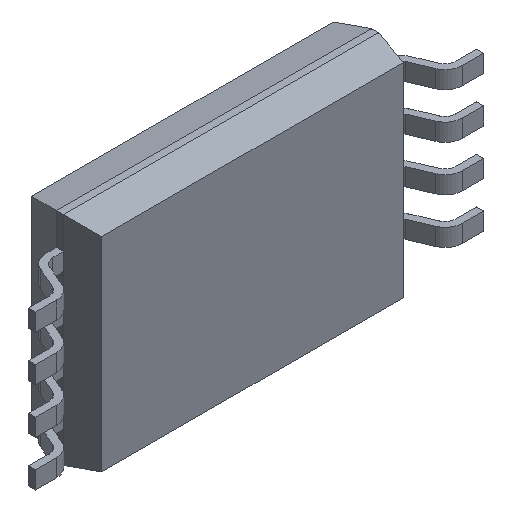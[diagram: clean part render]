
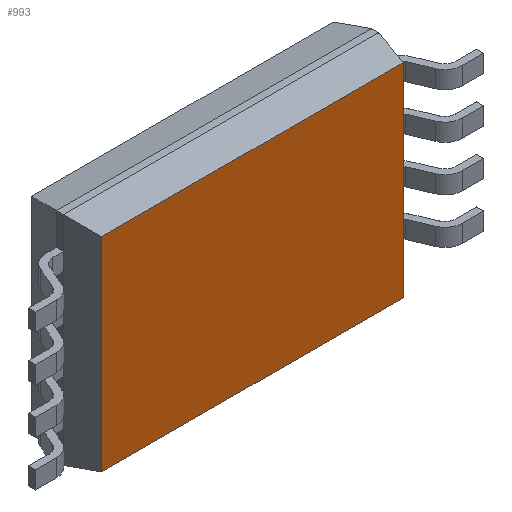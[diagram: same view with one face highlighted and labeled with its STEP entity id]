
A CAD part, isometric view. The second image highlights one B-rep face of the part: STEP entity #993.
In plain terms, the highlighted planar face has unit normal (0, -1, 0).
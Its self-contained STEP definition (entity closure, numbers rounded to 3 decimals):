
#6 = VECTOR ( 'NONE', #1408, 1000. ) ;
#183 = ORIENTED_EDGE ( 'NONE', *, *, #1057, .F. ) ;
#202 = ORIENTED_EDGE ( 'NONE', *, *, #1018, .F. ) ;
#255 = ORIENTED_EDGE ( 'NONE', *, *, #1125, .F. ) ;
#260 = ORIENTED_EDGE ( 'NONE', *, *, #1126, .F. ) ;
#303 = PLANE ( 'NONE',  #456 ) ;
#324 = DIRECTION ( 'NONE',  ( 0., 1., 0. ) ) ;
#326 = CARTESIAN_POINT ( 'NONE',  ( -2.25, -0.5, 1.55 ) ) ;
#341 = DIRECTION ( 'NONE',  ( 0., 0., 1. ) ) ;
#373 = CARTESIAN_POINT ( 'NONE',  ( 2.154, -0.5, -1.454 ) ) ;
#377 = CARTESIAN_POINT ( 'NONE',  ( 2.154, -0.5, 1.454 ) ) ;
#414 = CARTESIAN_POINT ( 'NONE',  ( -2.154, -0.5, -1.454 ) ) ;
#421 = CARTESIAN_POINT ( 'NONE',  ( -2.154, -0.5, 1.454 ) ) ;
#456 = AXIS2_PLACEMENT_3D ( 'NONE', #326, #324, #341 ) ;
#473 = FACE_OUTER_BOUND ( 'NONE', #670, .T. ) ;
#544 = VECTOR ( 'NONE', #736, 1000. ) ;
#583 = VERTEX_POINT ( 'NONE', #414 ) ;
#604 = VERTEX_POINT ( 'NONE', #421 ) ;
#634 = VERTEX_POINT ( 'NONE', #373 ) ;
#666 = VERTEX_POINT ( 'NONE', #377 ) ;
#670 = EDGE_LOOP ( 'NONE', ( #255, #183, #202, #260 ) ) ;
#736 = DIRECTION ( 'NONE',  ( 1., 0., 0. ) ) ;
#737 = CARTESIAN_POINT ( 'NONE',  ( -2.25, -0.5, 1.454 ) ) ;
#738 = LINE ( 'NONE', #737, #544 ) ;
#993 = ADVANCED_FACE ( 'NONE', ( #473 ), #303, .F. ) ;
#1018 = EDGE_CURVE ( 'NONE', #583, #604, #1410, .T. ) ;
#1057 = EDGE_CURVE ( 'NONE', #604, #666, #738, .T. ) ;
#1125 = EDGE_CURVE ( 'NONE', #666, #634, #1179, .T. ) ;
#1126 = EDGE_CURVE ( 'NONE', #634, #583, #1182, .T. ) ;
#1179 = LINE ( 'NONE', #1180, #1327 ) ;
#1180 = CARTESIAN_POINT ( 'NONE',  ( 2.154, -0.5, 1.55 ) ) ;
#1181 = DIRECTION ( 'NONE',  ( 0., 0., -1. ) ) ;
#1182 = LINE ( 'NONE', #1183, #1328 ) ;
#1183 = CARTESIAN_POINT ( 'NONE',  ( -2.25, -0.5, -1.454 ) ) ;
#1184 = DIRECTION ( 'NONE',  ( -1., 0., 0. ) ) ;
#1327 = VECTOR ( 'NONE', #1181, 1000. ) ;
#1328 = VECTOR ( 'NONE', #1184, 1000. ) ;
#1408 = DIRECTION ( 'NONE',  ( 0., 0., 1. ) ) ;
#1409 = CARTESIAN_POINT ( 'NONE',  ( -2.154, -0.5, 1.55 ) ) ;
#1410 = LINE ( 'NONE', #1409, #6 ) ;
